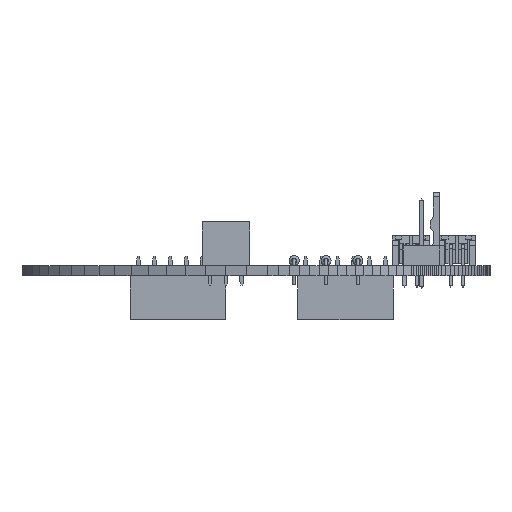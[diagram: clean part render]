
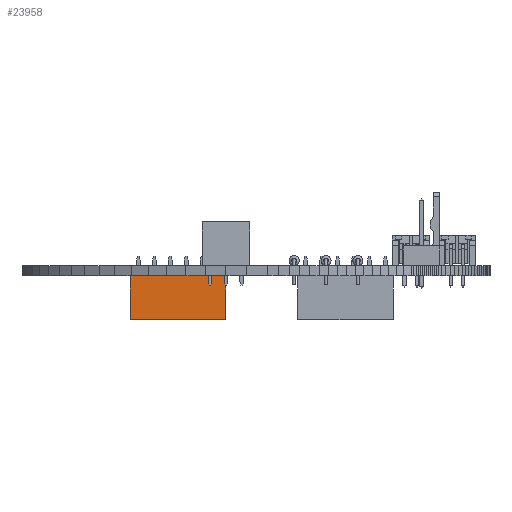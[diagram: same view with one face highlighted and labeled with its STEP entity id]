
A CAD part, left-side view. The second image highlights one B-rep face of the part: STEP entity #23958.
In plain terms, the highlighted face is planar.
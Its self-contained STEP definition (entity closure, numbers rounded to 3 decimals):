
#23958 = ADVANCED_FACE('',(#23959),#23993,.F.);
#23959 = FACE_BOUND('',#23960,.F.);
#23960 = EDGE_LOOP('',(#23961,#23971,#23979,#23987));
#23961 = ORIENTED_EDGE('',*,*,#23962,.T.);
#23962 = EDGE_CURVE('',#23963,#23965,#23967,.T.);
#23963 = VERTEX_POINT('',#23964);
#23964 = CARTESIAN_POINT('',(1.27,-13.97,0.));
#23965 = VERTEX_POINT('',#23966);
#23966 = CARTESIAN_POINT('',(1.27,-13.97,7.));
#23967 = LINE('',#23968,#23969);
#23968 = CARTESIAN_POINT('',(1.27,-13.97,0.));
#23969 = VECTOR('',#23970,1.);
#23970 = DIRECTION('',(0.,0.,1.));
#23971 = ORIENTED_EDGE('',*,*,#23972,.T.);
#23972 = EDGE_CURVE('',#23965,#23973,#23975,.T.);
#23973 = VERTEX_POINT('',#23974);
#23974 = CARTESIAN_POINT('',(1.27,1.27,7.));
#23975 = LINE('',#23976,#23977);
#23976 = CARTESIAN_POINT('',(1.27,-13.97,7.));
#23977 = VECTOR('',#23978,1.);
#23978 = DIRECTION('',(0.,1.,0.));
#23979 = ORIENTED_EDGE('',*,*,#23980,.F.);
#23980 = EDGE_CURVE('',#23981,#23973,#23983,.T.);
#23981 = VERTEX_POINT('',#23982);
#23982 = CARTESIAN_POINT('',(1.27,1.27,0.));
#23983 = LINE('',#23984,#23985);
#23984 = CARTESIAN_POINT('',(1.27,1.27,0.));
#23985 = VECTOR('',#23986,1.);
#23986 = DIRECTION('',(0.,0.,1.));
#23987 = ORIENTED_EDGE('',*,*,#23988,.F.);
#23988 = EDGE_CURVE('',#23963,#23981,#23989,.T.);
#23989 = LINE('',#23990,#23991);
#23990 = CARTESIAN_POINT('',(1.27,-13.97,0.));
#23991 = VECTOR('',#23992,1.);
#23992 = DIRECTION('',(0.,1.,0.));
#23993 = PLANE('',#23994);
#23994 = AXIS2_PLACEMENT_3D('',#23995,#23996,#23997);
#23995 = CARTESIAN_POINT('',(1.27,-13.97,0.));
#23996 = DIRECTION('',(-1.,0.,0.));
#23997 = DIRECTION('',(0.,1.,0.));
